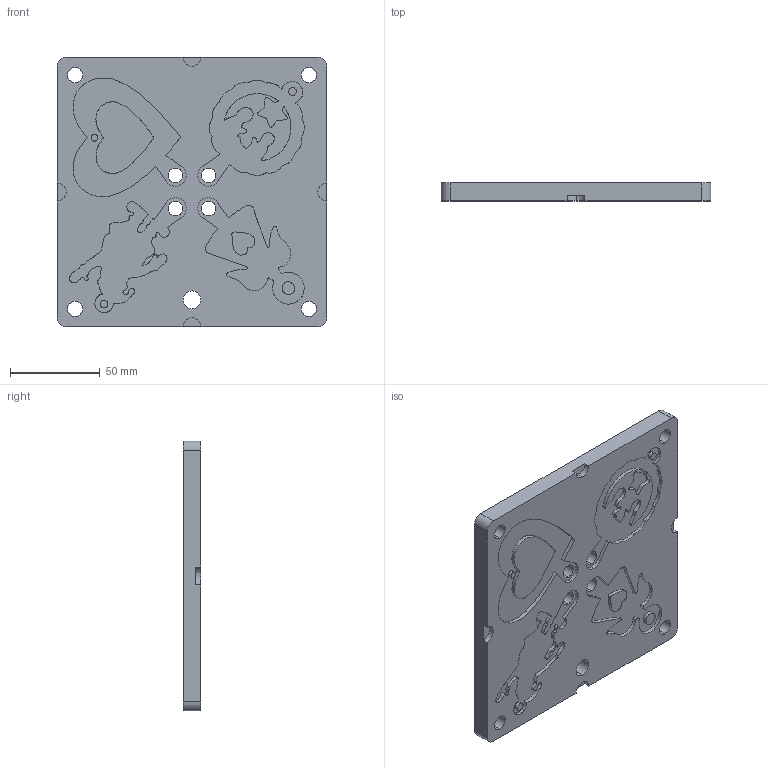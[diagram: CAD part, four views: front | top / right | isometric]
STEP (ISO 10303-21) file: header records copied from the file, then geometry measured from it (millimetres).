
FILE_DESCRIPTION (( 'STEP AP214' ), '1' );
FILE_NAME ('ARL-DN04-A-PN-V-C--02-A-couvercle.STEP', '2024-07-26T08:19:19', ( 'T' ), ( 'F' ), 'SwSTEP 2.0', 'SolidWorks 2001340', '' );
FILE_SCHEMA (( 'AUTOMOTIVE_DESIGN' ));
Length unit declared in the file: millimetre
Products named in the file (1): ARL-DN04-A-PN-V-C--02-A-couvercle
Bounding box: 150 x 10 x 150 mm (x, y, z)
Volume: 205770.5 mm3; surface area: 55460.1 mm2
Topology: 1 solids, 1 shells, 519 faces, 1429 edges, 953 vertices
Faces by surface type: bspline 243, plane 221, cylinder 55
Entity records: 44711 total; most frequent: CARTESIAN_POINT 32996, ORIENTED_EDGE 2858, DIRECTION 1606, EDGE_CURVE 1429, VERTEX_POINT 953, LINE 832, VECTOR 832, EDGE_LOOP 578
